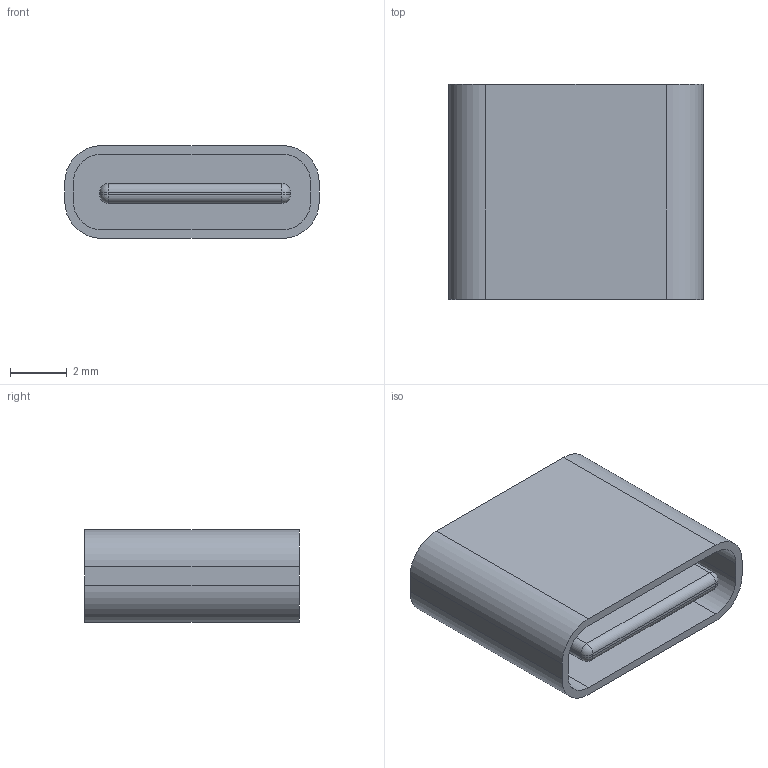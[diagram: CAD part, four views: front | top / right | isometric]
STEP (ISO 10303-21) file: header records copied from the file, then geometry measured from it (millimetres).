
FILE_DESCRIPTION(('FreeCAD Model'),'2;1');
FILE_NAME('usb-c_LCSC_C167321.step' ,'2020-09-30T12:36:48',('Author'),(''), 'Open CASCADE STEP processor 7.3','FreeCAD','Unknown');
FILE_SCHEMA(('AUTOMOTIVE_DESIGN { 1 0 10303 214 1 1 1 1 }'));
Length unit declared in the file: millimetre
Products named in the file (1): Fillet001
Bounding box: 8.94 x 7.55 x 3.26 mm (x, y, z)
Volume: 125.2 mm3; surface area: 393.6 mm2
Topology: 1 solids, 1 shells, 36 faces, 88 edges, 52 vertices
Faces by surface type: plane 16, cylinder 16, sphere 4
Entity records: 2178 total; most frequent: CARTESIAN_POINT 471, DIRECTION 323, LINE 184, VECTOR 184, ORIENTED_EDGE 168, PCURVE 168, DEFINITIONAL_REPRESENTATION 168, EDGE_CURVE 84
